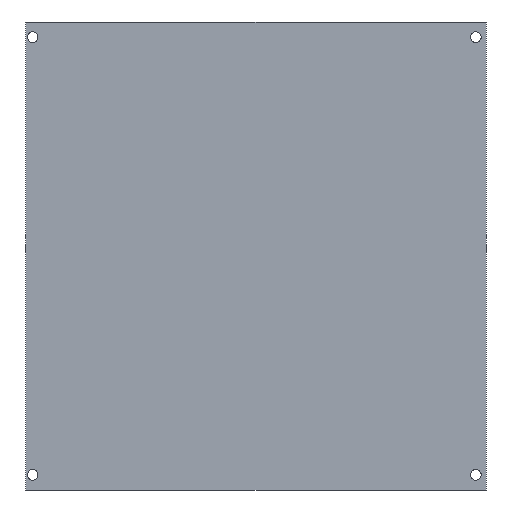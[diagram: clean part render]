
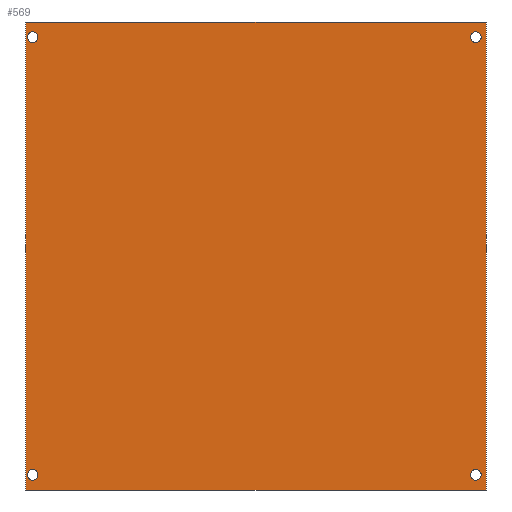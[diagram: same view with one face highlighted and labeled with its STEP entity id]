
A CAD part, front view. The second image highlights one B-rep face of the part: STEP entity #569.
In plain terms, the highlighted planar face has unit normal (0, -1, 0).
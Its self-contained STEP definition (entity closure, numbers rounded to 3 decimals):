
#9 = EDGE_CURVE ( 'NONE', #450, #446, #46, .T. ) ;
#14 = VECTOR ( 'NONE', #630, 1000. ) ;
#16 = VECTOR ( 'NONE', #53, 1000. ) ;
#19 = VERTEX_POINT ( 'NONE', #752 ) ;
#21 = ORIENTED_EDGE ( 'NONE', *, *, #761, .F. ) ;
#29 = DIRECTION ( 'NONE',  ( 0., 0., 1. ) ) ;
#42 = DIRECTION ( 'NONE',  ( 0., 0., 1. ) ) ;
#46 = LINE ( 'NONE', #290, #14 ) ;
#48 = DIRECTION ( 'NONE',  ( 0., 0., 1. ) ) ;
#51 = DIRECTION ( 'NONE',  ( 0., 1., 0. ) ) ;
#53 = DIRECTION ( 'NONE',  ( -1., 0., 0. ) ) ;
#57 = VERTEX_POINT ( 'NONE', #211 ) ;
#63 = DIRECTION ( 'NONE',  ( 0., 1., 0. ) ) ;
#77 = FACE_BOUND ( 'NONE', #322, .T. ) ;
#82 = CIRCLE ( 'NONE', #207, 1.5 ) ;
#92 = CARTESIAN_POINT ( 'NONE',  ( 62., 0., -61.73 ) ) ;
#98 = EDGE_CURVE ( 'NONE', #19, #242, #763, .T. ) ;
#115 = AXIS2_PLACEMENT_3D ( 'NONE', #278, #160, #697 ) ;
#119 = DIRECTION ( 'NONE',  ( 0., 0., 1. ) ) ;
#124 = CARTESIAN_POINT ( 'NONE',  ( -63., 0., 61.73 ) ) ;
#132 = CIRCLE ( 'NONE', #417, 1.5 ) ;
#135 = DIRECTION ( 'NONE',  ( 0., 1., 0. ) ) ;
#147 = ORIENTED_EDGE ( 'NONE', *, *, #233, .T. ) ;
#148 = CIRCLE ( 'NONE', #675, 1.5 ) ;
#151 = ORIENTED_EDGE ( 'NONE', *, *, #463, .F. ) ;
#160 = DIRECTION ( 'NONE',  ( 0., 1., 0. ) ) ;
#184 = VECTOR ( 'NONE', #353, 1000. ) ;
#189 = FACE_BOUND ( 'NONE', #707, .T. ) ;
#194 = DIRECTION ( 'NONE',  ( 0., 0., 1. ) ) ;
#207 = AXIS2_PLACEMENT_3D ( 'NONE', #92, #757, #29 ) ;
#208 = PLANE ( 'NONE',  #222 ) ;
#211 = CARTESIAN_POINT ( 'NONE',  ( -63., 0., 63.23 ) ) ;
#213 = FACE_OUTER_BOUND ( 'NONE', #746, .T. ) ;
#222 = AXIS2_PLACEMENT_3D ( 'NONE', #754, #333, #194 ) ;
#233 = EDGE_CURVE ( 'NONE', #605, #624, #766, .T. ) ;
#234 = LINE ( 'NONE', #769, #184 ) ;
#239 = CARTESIAN_POINT ( 'NONE',  ( 62., 0., 60.23 ) ) ;
#242 = VERTEX_POINT ( 'NONE', #239 ) ;
#247 = CARTESIAN_POINT ( 'NONE',  ( 62., 0., -61.73 ) ) ;
#252 = EDGE_CURVE ( 'NONE', #504, #389, #148, .T. ) ;
#253 = FACE_BOUND ( 'NONE', #778, .T. ) ;
#261 = EDGE_CURVE ( 'NONE', #57, #498, #595, .T. ) ;
#267 = VERTEX_POINT ( 'NONE', #486 ) ;
#277 = DIRECTION ( 'NONE',  ( 0., 0., 1. ) ) ;
#278 = CARTESIAN_POINT ( 'NONE',  ( -63., 0., -61.73 ) ) ;
#279 = ORIENTED_EDGE ( 'NONE', *, *, #649, .T. ) ;
#280 = CARTESIAN_POINT ( 'NONE',  ( 62., 0., 61.73 ) ) ;
#290 = CARTESIAN_POINT ( 'NONE',  ( 65., 0., -66. ) ) ;
#321 = AXIS2_PLACEMENT_3D ( 'NONE', #495, #135, #783 ) ;
#322 = EDGE_LOOP ( 'NONE', ( #357, #587 ) ) ;
#333 = DIRECTION ( 'NONE',  ( 0., 1., 0. ) ) ;
#334 = ORIENTED_EDGE ( 'NONE', *, *, #9, .F. ) ;
#343 = ORIENTED_EDGE ( 'NONE', *, *, #728, .T. ) ;
#346 = EDGE_CURVE ( 'NONE', #267, #702, #465, .T. ) ;
#347 = EDGE_CURVE ( 'NONE', #242, #19, #132, .T. ) ;
#353 = DIRECTION ( 'NONE',  ( 1., 0., 0. ) ) ;
#354 = CARTESIAN_POINT ( 'NONE',  ( -63., 0., -63.23 ) ) ;
#357 = ORIENTED_EDGE ( 'NONE', *, *, #98, .T. ) ;
#370 = AXIS2_PLACEMENT_3D ( 'NONE', #247, #51, #661 ) ;
#389 = VERTEX_POINT ( 'NONE', #472 ) ;
#414 = LINE ( 'NONE', #710, #16 ) ;
#417 = AXIS2_PLACEMENT_3D ( 'NONE', #645, #572, #42 ) ;
#419 = ORIENTED_EDGE ( 'NONE', *, *, #346, .F. ) ;
#420 = DIRECTION ( 'NONE',  ( 0., 1., 0. ) ) ;
#425 = DIRECTION ( 'NONE',  ( 0., 0., 1. ) ) ;
#446 = VERTEX_POINT ( 'NONE', #714 ) ;
#450 = VERTEX_POINT ( 'NONE', #484 ) ;
#463 = EDGE_CURVE ( 'NONE', #446, #267, #414, .T. ) ;
#464 = CARTESIAN_POINT ( 'NONE',  ( 62., 0., -60.23 ) ) ;
#465 = LINE ( 'NONE', #755, #482 ) ;
#472 = CARTESIAN_POINT ( 'NONE',  ( -63., 0., -60.23 ) ) ;
#482 = VECTOR ( 'NONE', #48, 1000. ) ;
#484 = CARTESIAN_POINT ( 'NONE',  ( 65., 0., 66. ) ) ;
#486 = CARTESIAN_POINT ( 'NONE',  ( -65., 0., -66. ) ) ;
#487 = CARTESIAN_POINT ( 'NONE',  ( -63., 0., -61.73 ) ) ;
#495 = CARTESIAN_POINT ( 'NONE',  ( -63., 0., 61.73 ) ) ;
#498 = VERTEX_POINT ( 'NONE', #655 ) ;
#504 = VERTEX_POINT ( 'NONE', #354 ) ;
#514 = AXIS2_PLACEMENT_3D ( 'NONE', #124, #63, #119 ) ;
#544 = ORIENTED_EDGE ( 'NONE', *, *, #610, .T. ) ;
#562 = FACE_BOUND ( 'NONE', #621, .T. ) ;
#569 = ADVANCED_FACE ( 'NONE', ( #253, #189, #77, #562, #213 ), #208, .F. ) ;
#572 = DIRECTION ( 'NONE',  ( 0., 1., 0. ) ) ;
#587 = ORIENTED_EDGE ( 'NONE', *, *, #347, .T. ) ;
#595 = CIRCLE ( 'NONE', #514, 1.5 ) ;
#605 = VERTEX_POINT ( 'NONE', #692 ) ;
#610 = EDGE_CURVE ( 'NONE', #624, #605, #82, .T. ) ;
#616 = CARTESIAN_POINT ( 'NONE',  ( -65., 0., 66. ) ) ;
#621 = EDGE_LOOP ( 'NONE', ( #279, #652 ) ) ;
#624 = VERTEX_POINT ( 'NONE', #464 ) ;
#630 = DIRECTION ( 'NONE',  ( 0., 0., -1. ) ) ;
#645 = CARTESIAN_POINT ( 'NONE',  ( 62., 0., 61.73 ) ) ;
#649 = EDGE_CURVE ( 'NONE', #389, #504, #676, .T. ) ;
#652 = ORIENTED_EDGE ( 'NONE', *, *, #252, .T. ) ;
#655 = CARTESIAN_POINT ( 'NONE',  ( -63., 0., 60.23 ) ) ;
#661 = DIRECTION ( 'NONE',  ( 0., 0., 1. ) ) ;
#675 = AXIS2_PLACEMENT_3D ( 'NONE', #487, #420, #425 ) ;
#676 = CIRCLE ( 'NONE', #115, 1.5 ) ;
#683 = ORIENTED_EDGE ( 'NONE', *, *, #261, .T. ) ;
#692 = CARTESIAN_POINT ( 'NONE',  ( 62., 0., -63.23 ) ) ;
#697 = DIRECTION ( 'NONE',  ( 0., 0., 1. ) ) ;
#702 = VERTEX_POINT ( 'NONE', #616 ) ;
#705 = DIRECTION ( 'NONE',  ( 0., 1., 0. ) ) ;
#707 = EDGE_LOOP ( 'NONE', ( #683, #343 ) ) ;
#710 = CARTESIAN_POINT ( 'NONE',  ( -65., 0., -66. ) ) ;
#714 = CARTESIAN_POINT ( 'NONE',  ( 65., 0., -66. ) ) ;
#728 = EDGE_CURVE ( 'NONE', #498, #57, #750, .T. ) ;
#746 = EDGE_LOOP ( 'NONE', ( #334, #21, #419, #151 ) ) ;
#750 = CIRCLE ( 'NONE', #321, 1.5 ) ;
#752 = CARTESIAN_POINT ( 'NONE',  ( 62., 0., 63.23 ) ) ;
#754 = CARTESIAN_POINT ( 'NONE',  ( 0., 0., 0. ) ) ;
#755 = CARTESIAN_POINT ( 'NONE',  ( -65., 0., -66. ) ) ;
#757 = DIRECTION ( 'NONE',  ( 0., 1., 0. ) ) ;
#761 = EDGE_CURVE ( 'NONE', #702, #450, #234, .T. ) ;
#763 = CIRCLE ( 'NONE', #779, 1.5 ) ;
#766 = CIRCLE ( 'NONE', #370, 1.5 ) ;
#769 = CARTESIAN_POINT ( 'NONE',  ( -65., 0., 66. ) ) ;
#778 = EDGE_LOOP ( 'NONE', ( #544, #147 ) ) ;
#779 = AXIS2_PLACEMENT_3D ( 'NONE', #280, #705, #277 ) ;
#783 = DIRECTION ( 'NONE',  ( 0., 0., 1. ) ) ;
